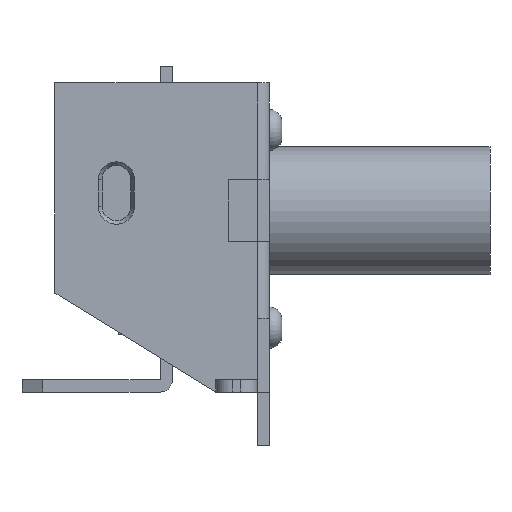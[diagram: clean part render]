
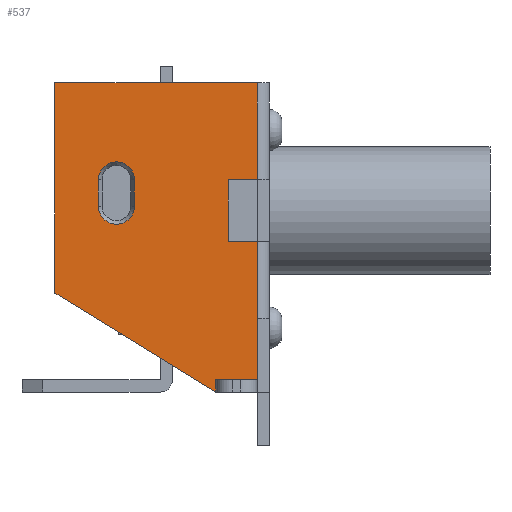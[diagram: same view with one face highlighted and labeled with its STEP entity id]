
A CAD part, left-side view. The second image highlights one B-rep face of the part: STEP entity #537.
In plain terms, the highlighted planar face has unit normal (-1, 0, 0).
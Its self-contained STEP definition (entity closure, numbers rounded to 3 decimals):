
#16 = CARTESIAN_POINT ( 'NONE',  ( -3.55, -1.675, 0.1 ) ) ;
#75 = VERTEX_POINT ( 'NONE', #18619 ) ;
#113 = DIRECTION ( 'NONE',  ( 0., 0., -1. ) ) ;
#270 = CARTESIAN_POINT ( 'NONE',  ( -3.55, -0.675, -7.4 ) ) ;
#325 = DIRECTION ( 'NONE',  ( -1., 0., 0. ) ) ;
#353 = CARTESIAN_POINT ( 'NONE',  ( -3.55, 3.225, 0.1 ) ) ;
#396 = EDGE_CURVE ( 'NONE', #75, #17572, #7762, .T. ) ;
#424 = VECTOR ( 'NONE', #12998, 1000. ) ;
#537 = ADVANCED_FACE ( 'NONE', ( #4614, #13569 ), #16516, .F. ) ;
#539 = ORIENTED_EDGE ( 'NONE', *, *, #396, .F. ) ;
#610 = CARTESIAN_POINT ( 'NONE',  ( -3.55, 1.735, -1.816 ) ) ;
#802 = VERTEX_POINT ( 'NONE', #1577 ) ;
#842 = VERTEX_POINT ( 'NONE', #10256 ) ;
#911 = DIRECTION ( 'NONE',  ( 0., 0., -1. ) ) ;
#1125 = CARTESIAN_POINT ( 'NONE',  ( -3.55, -1.675, 0.1 ) ) ;
#1322 = AXIS2_PLACEMENT_3D ( 'NONE', #17362, #12765, #18763 ) ;
#1445 = VECTOR ( 'NONE', #4808, 1000. ) ;
#1476 = VERTEX_POINT ( 'NONE', #13753 ) ;
#1577 = CARTESIAN_POINT ( 'NONE',  ( -3.55, -0.675, -7.4 ) ) ;
#1770 = LINE ( 'NONE', #7776, #1445 ) ;
#1778 = DIRECTION ( 'NONE',  ( 0., 0., 1. ) ) ;
#1782 = CARTESIAN_POINT ( 'NONE',  ( -3.55, 1.735, -2.893 ) ) ;
#1818 = ORIENTED_EDGE ( 'NONE', *, *, #2634, .T. ) ;
#1864 = DIRECTION ( 'NONE',  ( 0., 0., 1. ) ) ;
#1892 = CARTESIAN_POINT ( 'NONE',  ( -3.55, -1.975, -2.25 ) ) ;
#2115 = VERTEX_POINT ( 'NONE', #19077 ) ;
#2625 = LINE ( 'NONE', #17287, #3877 ) ;
#2634 = EDGE_CURVE ( 'NONE', #802, #5265, #4755, .T. ) ;
#2671 = DIRECTION ( 'NONE',  ( 0., 0., 1. ) ) ;
#2889 = DIRECTION ( 'NONE',  ( 0., 0., -1. ) ) ;
#3680 = CARTESIAN_POINT ( 'NONE',  ( -3.55, 3.225, -5. ) ) ;
#3696 = CARTESIAN_POINT ( 'NONE',  ( -3.55, -1.675, -3.75 ) ) ;
#3702 = VERTEX_POINT ( 'NONE', #3696 ) ;
#3877 = VECTOR ( 'NONE', #15738, 1000. ) ;
#3913 = EDGE_CURVE ( 'NONE', #16332, #9302, #9299, .T. ) ;
#3949 = LINE ( 'NONE', #13091, #424 ) ;
#4169 = VECTOR ( 'NONE', #113, 1000. ) ;
#4233 = LINE ( 'NONE', #12888, #8627 ) ;
#4614 = FACE_BOUND ( 'NONE', #7976, .T. ) ;
#4676 = ORIENTED_EDGE ( 'NONE', *, *, #7713, .T. ) ;
#4687 = LINE ( 'NONE', #4776, #12583 ) ;
#4749 = VECTOR ( 'NONE', #6260, 1000. ) ;
#4755 = LINE ( 'NONE', #270, #4749 ) ;
#4765 = VECTOR ( 'NONE', #15307, 1000. ) ;
#4776 = CARTESIAN_POINT ( 'NONE',  ( -3.55, -1.975, -3.75 ) ) ;
#4808 = DIRECTION ( 'NONE',  ( 0., 0., 1. ) ) ;
#4920 = AXIS2_PLACEMENT_3D ( 'NONE', #1782, #325, #1864 ) ;
#5025 = ORIENTED_EDGE ( 'NONE', *, *, #12048, .T. ) ;
#5161 = VERTEX_POINT ( 'NONE', #12572 ) ;
#5265 = VERTEX_POINT ( 'NONE', #5668 ) ;
#5309 = EDGE_LOOP ( 'NONE', ( #1818, #19043, #18752, #5025, #14941, #13227, #15415, #11360, #18215, #13858, #4676 ) ) ;
#5668 = CARTESIAN_POINT ( 'NONE',  ( -3.55, -0.675, -7.1 ) ) ;
#5881 = EDGE_CURVE ( 'NONE', #7544, #5161, #9262, .T. ) ;
#5987 = LINE ( 'NONE', #16, #10523 ) ;
#6132 = AXIS2_PLACEMENT_3D ( 'NONE', #10043, #16047, #1778 ) ;
#6260 = DIRECTION ( 'NONE',  ( 0., 0., 1. ) ) ;
#6555 = LINE ( 'NONE', #1892, #4765 ) ;
#6881 = ORIENTED_EDGE ( 'NONE', *, *, #18033, .F. ) ;
#7439 = CARTESIAN_POINT ( 'NONE',  ( -3.55, -1.675, -7.1 ) ) ;
#7544 = VERTEX_POINT ( 'NONE', #610 ) ;
#7713 = EDGE_CURVE ( 'NONE', #9302, #802, #3949, .T. ) ;
#7762 = CIRCLE ( 'NONE', #4920, 0.436 ) ;
#7776 = CARTESIAN_POINT ( 'NONE',  ( -3.55, 1.298, -2.893 ) ) ;
#7948 = EDGE_CURVE ( 'NONE', #13102, #842, #2625, .T. ) ;
#7976 = EDGE_LOOP ( 'NONE', ( #6881, #539, #18616, #9936, #9250 ) ) ;
#8351 = CARTESIAN_POINT ( 'NONE',  ( -3.55, -1.675, 0.1 ) ) ;
#8487 = VERTEX_POINT ( 'NONE', #18404 ) ;
#8627 = VECTOR ( 'NONE', #17305, 1000. ) ;
#8823 = DIRECTION ( 'NONE',  ( 0., 0., -1. ) ) ;
#9214 = DIRECTION ( 'NONE',  ( 0., 1., 0. ) ) ;
#9250 = ORIENTED_EDGE ( 'NONE', *, *, #18415, .F. ) ;
#9262 = CIRCLE ( 'NONE', #6132, 0.436 ) ;
#9299 = LINE ( 'NONE', #353, #14400 ) ;
#9302 = VERTEX_POINT ( 'NONE', #3680 ) ;
#9556 = VECTOR ( 'NONE', #911, 1000. ) ;
#9742 = EDGE_CURVE ( 'NONE', #5161, #75, #10535, .T. ) ;
#9936 = ORIENTED_EDGE ( 'NONE', *, *, #5881, .F. ) ;
#10043 = CARTESIAN_POINT ( 'NONE',  ( -3.55, 1.735, -2.253 ) ) ;
#10256 = CARTESIAN_POINT ( 'NONE',  ( -3.55, -1.675, -5.627 ) ) ;
#10523 = VECTOR ( 'NONE', #11895, 1000. ) ;
#10535 = LINE ( 'NONE', #16407, #4169 ) ;
#10585 = CARTESIAN_POINT ( 'NONE',  ( -3.55, 1.298, -2.893 ) ) ;
#11180 = EDGE_CURVE ( 'NONE', #8487, #2115, #6555, .T. ) ;
#11360 = ORIENTED_EDGE ( 'NONE', *, *, #12689, .T. ) ;
#11709 = CARTESIAN_POINT ( 'NONE',  ( -3.55, -1.975, 0.1 ) ) ;
#11792 = EDGE_CURVE ( 'NONE', #5265, #13102, #13495, .T. ) ;
#11823 = CARTESIAN_POINT ( 'NONE',  ( -3.55, -0.975, 0.1 ) ) ;
#11895 = DIRECTION ( 'NONE',  ( 0., 0., 1. ) ) ;
#12013 = CARTESIAN_POINT ( 'NONE',  ( -3.55, -0.675, -7.1 ) ) ;
#12048 = EDGE_CURVE ( 'NONE', #842, #3702, #5987, .T. ) ;
#12209 = VERTEX_POINT ( 'NONE', #8351 ) ;
#12572 = CARTESIAN_POINT ( 'NONE',  ( -3.55, 2.171, -2.253 ) ) ;
#12583 = VECTOR ( 'NONE', #9214, 1000. ) ;
#12689 = EDGE_CURVE ( 'NONE', #2115, #12209, #19205, .T. ) ;
#12725 = VECTOR ( 'NONE', #2671, 1000. ) ;
#12765 = DIRECTION ( 'NONE',  ( -1., 0., 0. ) ) ;
#12778 = CARTESIAN_POINT ( 'NONE',  ( -3.55, 1.298, -2.253 ) ) ;
#12888 = CARTESIAN_POINT ( 'NONE',  ( -3.55, -1.975, 0.1 ) ) ;
#12998 = DIRECTION ( 'NONE',  ( 0., -0.852, -0.524 ) ) ;
#13018 = LINE ( 'NONE', #11823, #9556 ) ;
#13091 = CARTESIAN_POINT ( 'NONE',  ( -3.55, 3.225, -5. ) ) ;
#13102 = VERTEX_POINT ( 'NONE', #7439 ) ;
#13227 = ORIENTED_EDGE ( 'NONE', *, *, #17024, .F. ) ;
#13495 = LINE ( 'NONE', #12013, #18344 ) ;
#13569 = FACE_OUTER_BOUND ( 'NONE', #5309, .T. ) ;
#13753 = CARTESIAN_POINT ( 'NONE',  ( -3.55, -0.975, -3.75 ) ) ;
#13858 = ORIENTED_EDGE ( 'NONE', *, *, #3913, .T. ) ;
#14013 = EDGE_CURVE ( 'NONE', #3702, #1476, #4687, .T. ) ;
#14400 = VECTOR ( 'NONE', #2889, 1000. ) ;
#14540 = CARTESIAN_POINT ( 'NONE',  ( -3.55, 3.225, 0.1 ) ) ;
#14760 = DIRECTION ( 'NONE',  ( 1., 0., 0. ) ) ;
#14941 = ORIENTED_EDGE ( 'NONE', *, *, #14013, .T. ) ;
#15165 = CIRCLE ( 'NONE', #1322, 0.436 ) ;
#15307 = DIRECTION ( 'NONE',  ( 0., -1., 0. ) ) ;
#15415 = ORIENTED_EDGE ( 'NONE', *, *, #11180, .T. ) ;
#15738 = DIRECTION ( 'NONE',  ( 0., 0., 1. ) ) ;
#16047 = DIRECTION ( 'NONE',  ( -1., 0., 0. ) ) ;
#16332 = VERTEX_POINT ( 'NONE', #14540 ) ;
#16407 = CARTESIAN_POINT ( 'NONE',  ( -3.55, 2.171, -2.893 ) ) ;
#16516 = PLANE ( 'NONE',  #17180 ) ;
#17024 = EDGE_CURVE ( 'NONE', #8487, #1476, #13018, .T. ) ;
#17180 = AXIS2_PLACEMENT_3D ( 'NONE', #11709, #14760, #8823 ) ;
#17287 = CARTESIAN_POINT ( 'NONE',  ( -3.55, -1.675, 0.1 ) ) ;
#17294 = EDGE_CURVE ( 'NONE', #12209, #16332, #4233, .T. ) ;
#17305 = DIRECTION ( 'NONE',  ( 0., 1., 0. ) ) ;
#17362 = CARTESIAN_POINT ( 'NONE',  ( -3.55, 1.735, -2.253 ) ) ;
#17572 = VERTEX_POINT ( 'NONE', #10585 ) ;
#18008 = DIRECTION ( 'NONE',  ( 0., -1., 0. ) ) ;
#18033 = EDGE_CURVE ( 'NONE', #17572, #19459, #1770, .T. ) ;
#18215 = ORIENTED_EDGE ( 'NONE', *, *, #17294, .T. ) ;
#18344 = VECTOR ( 'NONE', #18008, 1000. ) ;
#18404 = CARTESIAN_POINT ( 'NONE',  ( -3.55, -0.975, -2.25 ) ) ;
#18415 = EDGE_CURVE ( 'NONE', #19459, #7544, #15165, .T. ) ;
#18616 = ORIENTED_EDGE ( 'NONE', *, *, #9742, .F. ) ;
#18619 = CARTESIAN_POINT ( 'NONE',  ( -3.55, 2.171, -2.893 ) ) ;
#18752 = ORIENTED_EDGE ( 'NONE', *, *, #7948, .T. ) ;
#18763 = DIRECTION ( 'NONE',  ( 0., 0., 1. ) ) ;
#19043 = ORIENTED_EDGE ( 'NONE', *, *, #11792, .T. ) ;
#19077 = CARTESIAN_POINT ( 'NONE',  ( -3.55, -1.675, -2.25 ) ) ;
#19205 = LINE ( 'NONE', #1125, #12725 ) ;
#19459 = VERTEX_POINT ( 'NONE', #12778 ) ;
